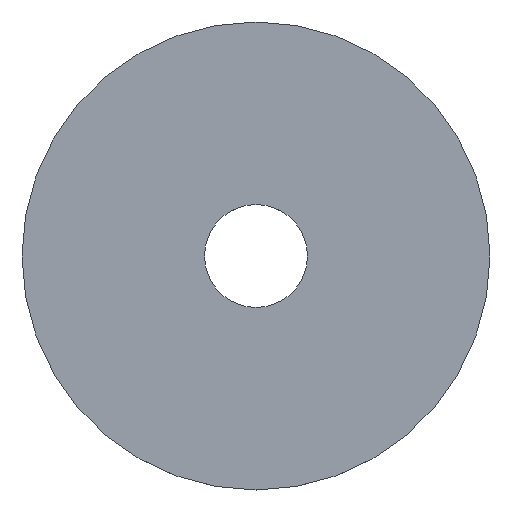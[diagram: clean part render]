
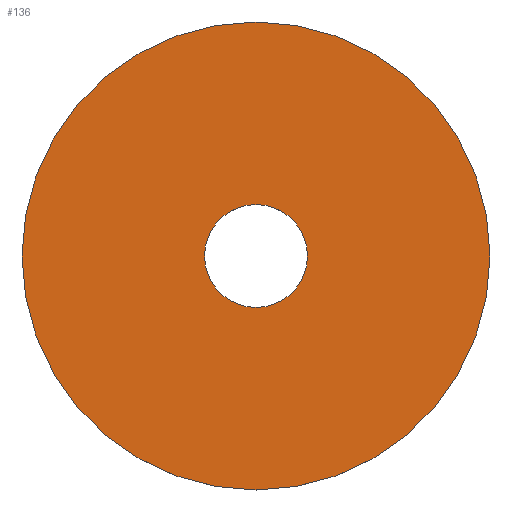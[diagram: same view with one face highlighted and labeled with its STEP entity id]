
A CAD part, top view. The second image highlights one B-rep face of the part: STEP entity #136.
In plain terms, the highlighted planar face has unit normal (0, 0, 1).
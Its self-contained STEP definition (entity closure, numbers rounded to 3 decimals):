
#2 = CARTESIAN_POINT ( 'NONE',  ( 0., 50., 2. ) ) ;
#4 = ORIENTED_EDGE ( 'NONE', *, *, #9, .T. ) ;
#9 = EDGE_CURVE ( 'NONE', #16, #16, #57, .T. ) ;
#14 = AXIS2_PLACEMENT_3D ( 'NONE', #35, #127, #34 ) ;
#16 = VERTEX_POINT ( 'NONE', #150 ) ;
#19 = EDGE_CURVE ( 'NONE', #33, #33, #84, .T. ) ;
#22 = DIRECTION ( 'NONE',  ( 0., 0., 1. ) ) ;
#33 = VERTEX_POINT ( 'NONE', #2 ) ;
#34 = DIRECTION ( 'NONE',  ( 0., 1., 0. ) ) ;
#35 = CARTESIAN_POINT ( 'NONE',  ( 0., 0., 2. ) ) ;
#37 = DIRECTION ( 'NONE',  ( 0., -1., 0. ) ) ;
#44 = DIRECTION ( 'NONE',  ( 0., 0., -1. ) ) ;
#50 = AXIS2_PLACEMENT_3D ( 'NONE', #74, #44, #125 ) ;
#57 = CIRCLE ( 'NONE', #50, 11. ) ;
#74 = CARTESIAN_POINT ( 'NONE',  ( 0., 0., 2. ) ) ;
#78 = ORIENTED_EDGE ( 'NONE', *, *, #19, .F. ) ;
#84 = CIRCLE ( 'NONE', #14, 50. ) ;
#97 = FACE_BOUND ( 'NONE', #163, .T. ) ;
#111 = PLANE ( 'NONE',  #144 ) ;
#125 = DIRECTION ( 'NONE',  ( 0., 1., 0. ) ) ;
#126 = CARTESIAN_POINT ( 'NONE',  ( 0., 11., 2. ) ) ;
#127 = DIRECTION ( 'NONE',  ( 0., 0., -1. ) ) ;
#130 = EDGE_LOOP ( 'NONE', ( #78 ) ) ;
#136 = ADVANCED_FACE ( 'NONE', ( #97, #149 ), #111, .T. ) ;
#144 = AXIS2_PLACEMENT_3D ( 'NONE', #126, #22, #37 ) ;
#149 = FACE_OUTER_BOUND ( 'NONE', #130, .T. ) ;
#150 = CARTESIAN_POINT ( 'NONE',  ( 0., 11., 2. ) ) ;
#163 = EDGE_LOOP ( 'NONE', ( #4 ) ) ;
